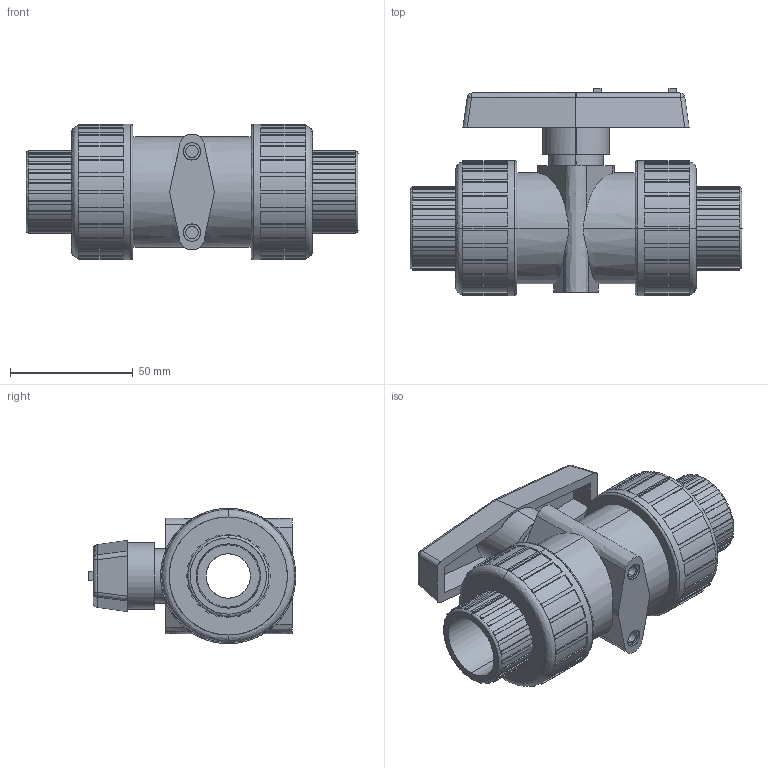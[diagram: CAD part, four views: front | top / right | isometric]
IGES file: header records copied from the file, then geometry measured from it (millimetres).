
Start section: SolidWorks IGES file using analytic representation for surfaces
Global section: file name: VP666TS_20A.IGS; native system: SolidWorks 2017; preprocessor: SolidWorks 2017; author: D1712-001!; date: 241008.103722; units: millimetre
Bounding box: 135 x 84.5 x 55 mm (x, y, z)
Surface area: 46649.2 mm2 (no closed solid volume)
Topology: 0 solids, 0 shells, 604 faces, 4818 edges, 4812 vertices
Faces by surface type: bspline 401, revolution 203
